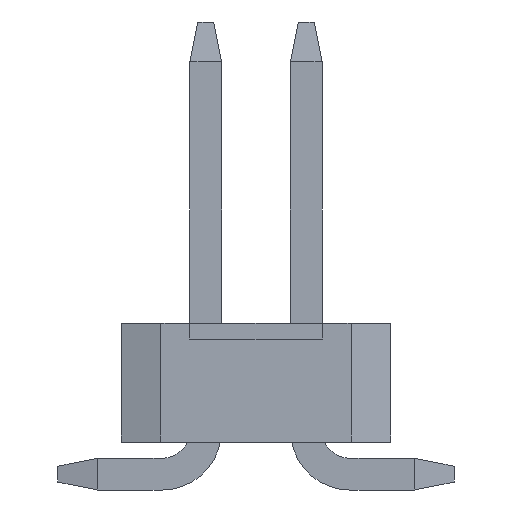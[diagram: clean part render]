
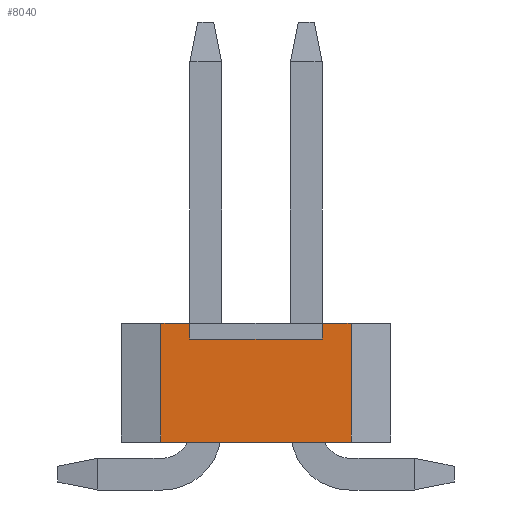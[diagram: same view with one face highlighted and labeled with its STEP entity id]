
A CAD part, left-side view. The second image highlights one B-rep face of the part: STEP entity #8040.
In plain terms, the highlighted planar face has unit normal (-1, 0, 0).
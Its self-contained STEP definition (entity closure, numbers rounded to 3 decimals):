
#290=FACE_OUTER_BOUND('',#754,.T.);
#754=EDGE_LOOP('',(#5733,#5734,#5735,#5736,#5737,#5738,#5739,#5740));
#1261=LINE('',#11094,#2395);
#1265=LINE('',#11102,#2399);
#1569=LINE('',#11710,#2703);
#1570=LINE('',#11711,#2704);
#1571=LINE('',#11713,#2705);
#1572=LINE('',#11715,#2706);
#1573=LINE('',#11716,#2707);
#1574=LINE('',#11717,#2708);
#2395=VECTOR('',#8991,1000.);
#2399=VECTOR('',#8995,1000.);
#2703=VECTOR('',#9303,1000.);
#2704=VECTOR('',#9304,1000.);
#2705=VECTOR('',#9305,1000.);
#2706=VECTOR('',#9306,1000.);
#2707=VECTOR('',#9307,1000.);
#2708=VECTOR('',#9308,1000.);
#3529=VERTEX_POINT('',#11091);
#3530=VERTEX_POINT('',#11093);
#3533=VERTEX_POINT('',#11099);
#3534=VERTEX_POINT('',#11101);
#3835=VERTEX_POINT('',#11708);
#3836=VERTEX_POINT('',#11709);
#3837=VERTEX_POINT('',#11712);
#3838=VERTEX_POINT('',#11714);
#4285=EDGE_CURVE('',#3530,#3529,#1261,.T.);
#4289=EDGE_CURVE('',#3534,#3533,#1265,.T.);
#4593=EDGE_CURVE('',#3835,#3836,#1569,.T.);
#4594=EDGE_CURVE('',#3836,#3530,#1570,.T.);
#4595=EDGE_CURVE('',#3837,#3529,#1571,.T.);
#4596=EDGE_CURVE('',#3838,#3837,#1572,.T.);
#4597=EDGE_CURVE('',#3838,#3534,#1573,.T.);
#4598=EDGE_CURVE('',#3835,#3533,#1574,.T.);
#5733=ORIENTED_EDGE('',*,*,#4593,.T.);
#5734=ORIENTED_EDGE('',*,*,#4594,.T.);
#5735=ORIENTED_EDGE('',*,*,#4285,.T.);
#5736=ORIENTED_EDGE('',*,*,#4595,.F.);
#5737=ORIENTED_EDGE('',*,*,#4596,.F.);
#5738=ORIENTED_EDGE('',*,*,#4597,.T.);
#5739=ORIENTED_EDGE('',*,*,#4289,.T.);
#5740=ORIENTED_EDGE('',*,*,#4598,.F.);
#7637=PLANE('',#8472);
#8040=ADVANCED_FACE('',(#290),#7637,.T.);
#8472=AXIS2_PLACEMENT_3D('',#11707,#9301,#9302);
#8991=DIRECTION('',(0.,1.,0.));
#8995=DIRECTION('',(0.,1.,0.));
#9301=DIRECTION('center_axis',(-1.,0.,0.));
#9302=DIRECTION('ref_axis',(0.,0.,1.));
#9303=DIRECTION('',(0.,1.,0.));
#9304=DIRECTION('',(0.,0.,1.));
#9305=DIRECTION('',(0.,0.,1.));
#9306=DIRECTION('',(0.,1.,0.));
#9307=DIRECTION('',(0.,0.,1.));
#9308=DIRECTION('',(0.,0.,1.));
#11091=CARTESIAN_POINT('',(-12.7,1.2,2.105));
#11093=CARTESIAN_POINT('',(-12.7,0.835,2.105));
#11094=CARTESIAN_POINT('',(-12.7,-1.7,2.105));
#11099=CARTESIAN_POINT('',(-12.7,-0.835,2.105));
#11101=CARTESIAN_POINT('',(-12.7,-1.2,2.105));
#11102=CARTESIAN_POINT('',(-12.7,-1.7,2.105));
#11707=CARTESIAN_POINT('Origin',(-12.7,-1.7,0.605));
#11708=CARTESIAN_POINT('',(-12.7,-0.835,1.905));
#11709=CARTESIAN_POINT('',(-12.7,0.835,1.905));
#11710=CARTESIAN_POINT('',(-12.7,-0.835,1.905));
#11711=CARTESIAN_POINT('',(-12.7,0.835,1.905));
#11712=CARTESIAN_POINT('',(-12.7,1.2,0.605));
#11713=CARTESIAN_POINT('',(-12.7,1.2,-23.714));
#11714=CARTESIAN_POINT('',(-12.7,-1.2,0.605));
#11715=CARTESIAN_POINT('',(-12.7,-1.7,0.605));
#11716=CARTESIAN_POINT('',(-12.7,-1.2,-23.714));
#11717=CARTESIAN_POINT('',(-12.7,-0.835,1.905));
